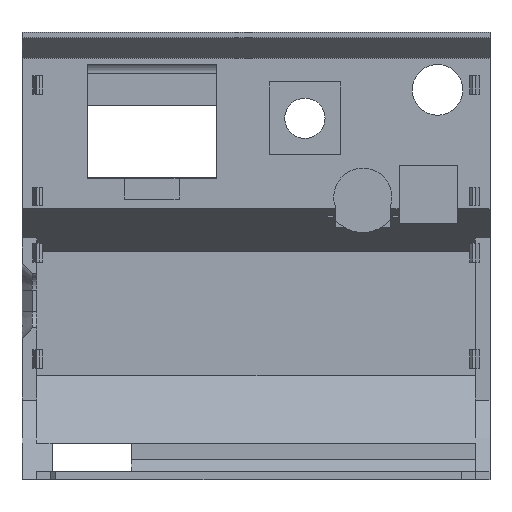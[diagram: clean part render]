
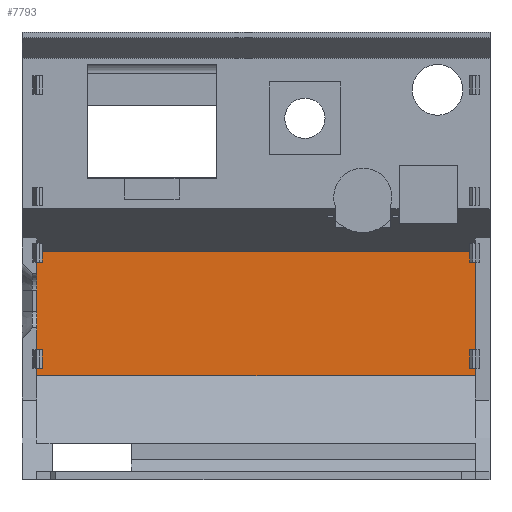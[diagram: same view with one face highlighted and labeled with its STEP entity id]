
A CAD part, front view. The second image highlights one B-rep face of the part: STEP entity #7793.
In plain terms, the highlighted planar face has unit normal (0, -1, 0).
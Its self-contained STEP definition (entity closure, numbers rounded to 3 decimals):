
#911=FACE_OUTER_BOUND('',#1351,.T.);
#1351=EDGE_LOOP('',(#6997,#6998,#6999,#7000,#7001,#7002,#7003,#7004,#7005,
#7006,#7007,#7008,#7009,#7010,#7011,#7012));
#1394=LINE('',#9630,#2205);
#1483=LINE('',#9815,#2294);
#1494=LINE('',#9838,#2305);
#1533=LINE('',#9926,#2344);
#1535=LINE('',#9930,#2346);
#1547=LINE('',#9955,#2358);
#1548=LINE('',#9959,#2359);
#1556=LINE('',#9974,#2367);
#1584=LINE('',#10035,#2395);
#1591=LINE('',#10050,#2402);
#1597=LINE('',#10063,#2408);
#1604=LINE('',#10078,#2415);
#1637=LINE('',#10155,#2448);
#1647=LINE('',#10174,#2458);
#1651=LINE('',#10185,#2462);
#2159=LINE('',#13618,#2970);
#2205=VECTOR('',#8175,10.);
#2294=VECTOR('',#8308,10.);
#2305=VECTOR('',#8325,10.);
#2344=VECTOR('',#8406,10.);
#2346=VECTOR('',#8410,10.);
#2358=VECTOR('',#8434,10.);
#2359=VECTOR('',#8439,10.);
#2367=VECTOR('',#8449,10.);
#2395=VECTOR('',#8499,10.);
#2402=VECTOR('',#8510,10.);
#2408=VECTOR('',#8520,10.);
#2415=VECTOR('',#8531,10.);
#2448=VECTOR('',#8616,10.);
#2458=VECTOR('',#8632,10.);
#2462=VECTOR('',#8642,10.);
#2970=VECTOR('',#9508,10.);
#3017=VERTEX_POINT('',#9627);
#3018=VERTEX_POINT('',#9629);
#3092=VERTEX_POINT('',#9814);
#3101=VERTEX_POINT('',#9837);
#3128=VERTEX_POINT('',#9923);
#3129=VERTEX_POINT('',#9925);
#3130=VERTEX_POINT('',#9929);
#3137=VERTEX_POINT('',#9953);
#3138=VERTEX_POINT('',#9958);
#3165=VERTEX_POINT('',#10032);
#3166=VERTEX_POINT('',#10034);
#3172=VERTEX_POINT('',#10048);
#3177=VERTEX_POINT('',#10061);
#3183=VERTEX_POINT('',#10076);
#3201=VERTEX_POINT('',#10154);
#3207=VERTEX_POINT('',#10172);
#3766=EDGE_CURVE('',#3017,#3018,#1394,.T.);
#3859=EDGE_CURVE('',#3092,#3018,#1483,.T.);
#3870=EDGE_CURVE('',#3101,#3092,#1494,.T.);
#3913=EDGE_CURVE('',#3129,#3128,#1533,.T.);
#3915=EDGE_CURVE('',#3130,#3129,#1535,.T.);
#3929=EDGE_CURVE('',#3128,#3137,#1547,.T.);
#3930=EDGE_CURVE('',#3138,#3130,#1548,.T.);
#3938=EDGE_CURVE('',#3137,#3101,#1556,.T.);
#3968=EDGE_CURVE('',#3166,#3165,#1584,.T.);
#3976=EDGE_CURVE('',#3165,#3172,#1591,.T.);
#3982=EDGE_CURVE('',#3017,#3177,#1597,.T.);
#3990=EDGE_CURVE('',#3177,#3183,#1604,.T.);
#4027=EDGE_CURVE('',#3201,#3166,#1637,.T.);
#4037=EDGE_CURVE('',#3207,#3172,#1647,.T.);
#4043=EDGE_CURVE('',#3201,#3183,#1651,.T.);
#4848=EDGE_CURVE('',#3207,#3138,#2159,.T.);
#6997=ORIENTED_EDGE('',*,*,#3859,.T.);
#6998=ORIENTED_EDGE('',*,*,#3766,.F.);
#6999=ORIENTED_EDGE('',*,*,#3982,.T.);
#7000=ORIENTED_EDGE('',*,*,#3990,.T.);
#7001=ORIENTED_EDGE('',*,*,#4043,.F.);
#7002=ORIENTED_EDGE('',*,*,#4027,.T.);
#7003=ORIENTED_EDGE('',*,*,#3968,.T.);
#7004=ORIENTED_EDGE('',*,*,#3976,.T.);
#7005=ORIENTED_EDGE('',*,*,#4037,.F.);
#7006=ORIENTED_EDGE('',*,*,#4848,.T.);
#7007=ORIENTED_EDGE('',*,*,#3930,.T.);
#7008=ORIENTED_EDGE('',*,*,#3915,.T.);
#7009=ORIENTED_EDGE('',*,*,#3913,.T.);
#7010=ORIENTED_EDGE('',*,*,#3929,.T.);
#7011=ORIENTED_EDGE('',*,*,#3938,.T.);
#7012=ORIENTED_EDGE('',*,*,#3870,.T.);
#7387=PLANE('',#8126);
#7793=ADVANCED_FACE('',(#911),#7387,.T.);
#8126=AXIS2_PLACEMENT_3D('',#13617,#9506,#9507);
#8175=DIRECTION('',(1.,0.,0.));
#8308=DIRECTION('',(0.,0.,1.));
#8325=DIRECTION('',(-1.,0.,0.));
#8406=DIRECTION('',(0.,0.,1.));
#8410=DIRECTION('',(-1.,0.,0.));
#8434=DIRECTION('',(1.,0.,0.));
#8439=DIRECTION('',(0.,0.,1.));
#8449=DIRECTION('',(0.,0.,1.));
#8499=DIRECTION('',(0.,0.,-1.));
#8510=DIRECTION('',(-1.,0.,0.));
#8520=DIRECTION('',(0.,0.,-1.));
#8531=DIRECTION('',(-1.,0.,0.));
#8616=DIRECTION('',(1.,0.,0.));
#8632=DIRECTION('',(0.,0.,1.));
#8642=DIRECTION('',(0.,0.,1.));
#9506=DIRECTION('center_axis',(0.,-1.,0.));
#9507=DIRECTION('ref_axis',(0.,0.,-1.));
#9508=DIRECTION('',(1.,0.,0.));
#9627=CARTESIAN_POINT('',(-41.025,19.5,0.833));
#9629=CARTESIAN_POINT('',(41.325,19.5,0.833));
#9630=CARTESIAN_POINT('',(-42.125,19.5,0.833));
#9814=CARTESIAN_POINT('',(41.325,19.5,-1.175));
#9815=CARTESIAN_POINT('',(41.325,19.5,0.729));
#9837=CARTESIAN_POINT('',(42.425,19.5,-1.175));
#9838=CARTESIAN_POINT('',(0.15,19.5,-1.175));
#9923=CARTESIAN_POINT('',(41.325,19.5,-18.061));
#9925=CARTESIAN_POINT('',(41.325,19.5,-21.661));
#9926=CARTESIAN_POINT('',(41.325,19.5,-9.514));
#9929=CARTESIAN_POINT('',(42.425,19.5,-21.661));
#9930=CARTESIAN_POINT('',(0.15,19.5,-21.661));
#9953=CARTESIAN_POINT('',(42.425,19.5,-18.061));
#9955=CARTESIAN_POINT('',(0.15,19.5,-18.061));
#9958=CARTESIAN_POINT('',(42.425,19.5,-23.094));
#9959=CARTESIAN_POINT('',(42.425,19.5,0.417));
#9974=CARTESIAN_POINT('',(42.425,19.5,0.417));
#10032=CARTESIAN_POINT('',(-41.025,19.5,-21.661));
#10034=CARTESIAN_POINT('',(-41.025,19.5,-18.061));
#10035=CARTESIAN_POINT('',(-41.025,19.5,-9.514));
#10048=CARTESIAN_POINT('',(-42.125,19.5,-21.661));
#10050=CARTESIAN_POINT('',(-42.125,19.5,-21.661));
#10061=CARTESIAN_POINT('',(-41.025,19.5,-1.175));
#10063=CARTESIAN_POINT('',(-41.025,19.5,0.729));
#10076=CARTESIAN_POINT('',(-42.125,19.5,-1.175));
#10078=CARTESIAN_POINT('',(-42.125,19.5,-1.175));
#10154=CARTESIAN_POINT('',(-42.125,19.5,-18.061));
#10155=CARTESIAN_POINT('',(-42.125,19.5,-18.061));
#10172=CARTESIAN_POINT('',(-42.125,19.5,-23.094));
#10174=CARTESIAN_POINT('',(-42.125,19.5,0.417));
#10185=CARTESIAN_POINT('',(-42.125,19.5,0.417));
#13617=CARTESIAN_POINT('Origin',(-42.125,19.5,0.833));
#13618=CARTESIAN_POINT('',(-42.125,19.5,-23.094));
